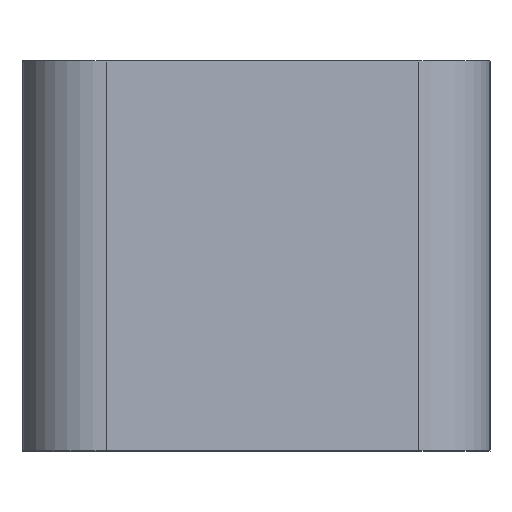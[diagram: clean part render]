
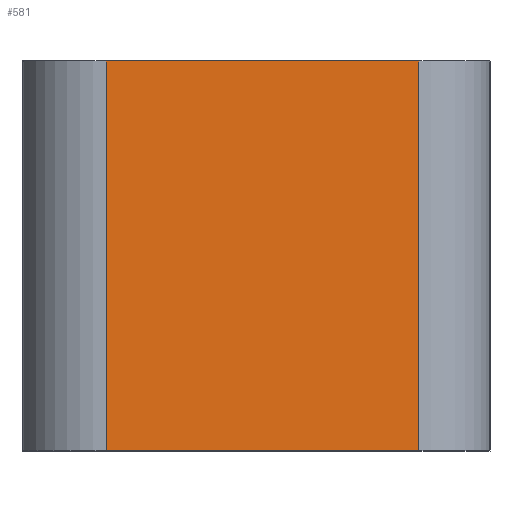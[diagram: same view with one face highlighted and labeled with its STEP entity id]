
A CAD part, left-side view. The second image highlights one B-rep face of the part: STEP entity #581.
In plain terms, the highlighted planar face has unit normal (-0.996, -0.087, 0).
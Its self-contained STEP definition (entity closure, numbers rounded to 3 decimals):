
#12 = CARTESIAN_POINT ( 'NONE',  ( -14.18, 0.913, 2.5 ) ) ;
#43 = LINE ( 'NONE', #166, #137 ) ;
#64 = LINE ( 'NONE', #132, #682 ) ;
#80 = CARTESIAN_POINT ( 'NONE',  ( -14.1, 0., 2.5 ) ) ;
#100 = EDGE_CURVE ( 'NONE', #318, #754, #495, .T. ) ;
#114 = ORIENTED_EDGE ( 'NONE', *, *, #245, .F. ) ;
#132 = CARTESIAN_POINT ( 'NONE',  ( -14.1, 0., -2.5 ) ) ;
#137 = VECTOR ( 'NONE', #599, 1000. ) ;
#148 = ORIENTED_EDGE ( 'NONE', *, *, #542, .T. ) ;
#166 = CARTESIAN_POINT ( 'NONE',  ( -14.407, 3.506, 2.5 ) ) ;
#223 = AXIS2_PLACEMENT_3D ( 'NONE', #80, #277, #527 ) ;
#242 = EDGE_LOOP ( 'NONE', ( #114, #660, #148, #345 ) ) ;
#245 = EDGE_CURVE ( 'NONE', #318, #483, #43, .T. ) ;
#261 = DIRECTION ( 'NONE',  ( 0., 0., 1. ) ) ;
#277 = DIRECTION ( 'NONE',  ( -0.996, -0.087, 0. ) ) ;
#289 = DIRECTION ( 'NONE',  ( 0., 0., -1. ) ) ;
#318 = VERTEX_POINT ( 'NONE', #729 ) ;
#341 = CARTESIAN_POINT ( 'NONE',  ( -14.18, 0.913, -2.5 ) ) ;
#345 = ORIENTED_EDGE ( 'NONE', *, *, #422, .T. ) ;
#388 = CARTESIAN_POINT ( 'NONE',  ( -14.18, 0.913, 2.5 ) ) ;
#422 = EDGE_CURVE ( 'NONE', #748, #483, #439, .T. ) ;
#439 = LINE ( 'NONE', #388, #786 ) ;
#460 = PLANE ( 'NONE',  #223 ) ;
#483 = VERTEX_POINT ( 'NONE', #12 ) ;
#494 = FACE_OUTER_BOUND ( 'NONE', #242, .T. ) ;
#495 = LINE ( 'NONE', #759, #532 ) ;
#512 = DIRECTION ( 'NONE',  ( 0.087, -0.996, 0. ) ) ;
#527 = DIRECTION ( 'NONE',  ( 0.087, -0.996, 0. ) ) ;
#532 = VECTOR ( 'NONE', #289, 1000. ) ;
#542 = EDGE_CURVE ( 'NONE', #754, #748, #64, .T. ) ;
#570 = CARTESIAN_POINT ( 'NONE',  ( -14.53, 4.917, -2.5 ) ) ;
#581 = ADVANCED_FACE ( 'NONE', ( #494 ), #460, .T. ) ;
#599 = DIRECTION ( 'NONE',  ( 0.087, -0.996, 0. ) ) ;
#660 = ORIENTED_EDGE ( 'NONE', *, *, #100, .T. ) ;
#682 = VECTOR ( 'NONE', #512, 1000. ) ;
#729 = CARTESIAN_POINT ( 'NONE',  ( -14.53, 4.917, 2.5 ) ) ;
#748 = VERTEX_POINT ( 'NONE', #341 ) ;
#754 = VERTEX_POINT ( 'NONE', #570 ) ;
#759 = CARTESIAN_POINT ( 'NONE',  ( -14.53, 4.917, 2.5 ) ) ;
#786 = VECTOR ( 'NONE', #261, 1000. ) ;
